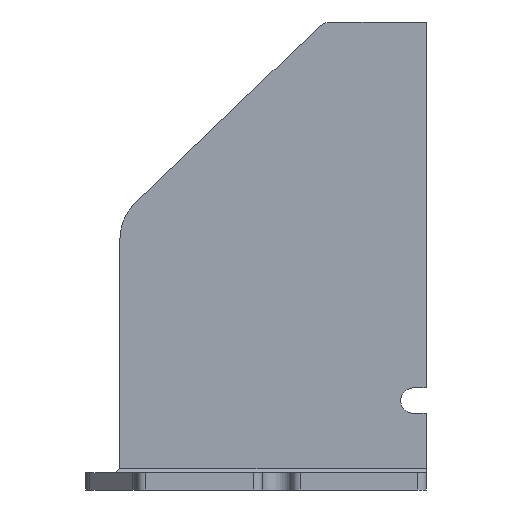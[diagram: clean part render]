
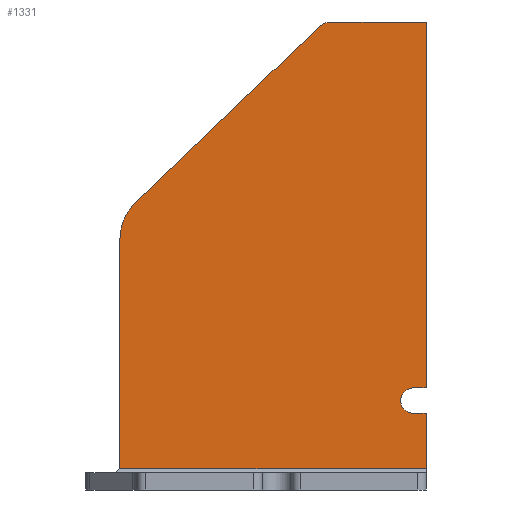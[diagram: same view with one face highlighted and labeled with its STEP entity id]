
A CAD part, left-side view. The second image highlights one B-rep face of the part: STEP entity #1331.
In plain terms, the highlighted planar face has unit normal (-1, 0, 0).
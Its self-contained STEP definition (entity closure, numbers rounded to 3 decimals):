
#23=PLANE('',#1429);
#72=FACE_OUTER_BOUND('',#141,.T.);
#141=EDGE_LOOP('',(#973,#974,#975,#976,#977,#978,#979,#980,#981,#982,#983));
#228=LINE('',#1991,#382);
#247=LINE('',#2039,#401);
#248=LINE('',#2041,#402);
#249=LINE('',#2043,#403);
#250=LINE('',#2045,#404);
#251=LINE('',#2049,#405);
#252=LINE('',#2051,#406);
#253=LINE('',#2052,#407);
#382=VECTOR('',#1582,10.);
#401=VECTOR('',#1623,10.);
#402=VECTOR('',#1624,10.);
#403=VECTOR('',#1625,10.);
#404=VECTOR('',#1626,10.);
#405=VECTOR('',#1629,10.);
#406=VECTOR('',#1630,10.);
#407=VECTOR('',#1631,10.);
#515=CIRCLE('',#1414,6.);
#522=CIRCLE('',#1427,2.);
#523=CIRCLE('',#1430,1.5);
#580=VERTEX_POINT('',#1964);
#581=VERTEX_POINT('',#1966);
#591=VERTEX_POINT('',#1990);
#608=VERTEX_POINT('',#2033);
#609=VERTEX_POINT('',#2038);
#610=VERTEX_POINT('',#2040);
#611=VERTEX_POINT('',#2042);
#612=VERTEX_POINT('',#2044);
#613=VERTEX_POINT('',#2046);
#614=VERTEX_POINT('',#2048);
#615=VERTEX_POINT('',#2050);
#716=EDGE_CURVE('',#580,#581,#515,.T.);
#728=EDGE_CURVE('',#591,#581,#228,.T.);
#750=EDGE_CURVE('',#591,#608,#522,.T.);
#752=EDGE_CURVE('',#609,#580,#247,.T.);
#753=EDGE_CURVE('',#610,#609,#248,.T.);
#754=EDGE_CURVE('',#610,#611,#249,.T.);
#755=EDGE_CURVE('',#611,#612,#250,.T.);
#756=EDGE_CURVE('',#612,#613,#523,.T.);
#757=EDGE_CURVE('',#613,#614,#251,.T.);
#758=EDGE_CURVE('',#614,#615,#252,.T.);
#759=EDGE_CURVE('',#615,#608,#253,.T.);
#973=ORIENTED_EDGE('',*,*,#716,.F.);
#974=ORIENTED_EDGE('',*,*,#752,.F.);
#975=ORIENTED_EDGE('',*,*,#753,.F.);
#976=ORIENTED_EDGE('',*,*,#754,.T.);
#977=ORIENTED_EDGE('',*,*,#755,.T.);
#978=ORIENTED_EDGE('',*,*,#756,.T.);
#979=ORIENTED_EDGE('',*,*,#757,.T.);
#980=ORIENTED_EDGE('',*,*,#758,.T.);
#981=ORIENTED_EDGE('',*,*,#759,.T.);
#982=ORIENTED_EDGE('',*,*,#750,.F.);
#983=ORIENTED_EDGE('',*,*,#728,.T.);
#1331=ADVANCED_FACE('',(#72),#23,.T.);
#1414=AXIS2_PLACEMENT_3D('',#1967,#1563,#1564);
#1427=AXIS2_PLACEMENT_3D('',#2034,#1616,#1617);
#1429=AXIS2_PLACEMENT_3D('',#2037,#1621,#1622);
#1430=AXIS2_PLACEMENT_3D('',#2047,#1627,#1628);
#1563=DIRECTION('center_axis',(1.,0.,0.));
#1564=DIRECTION('ref_axis',(0.,0.92,0.392));
#1582=DIRECTION('',(0.,0.722,-0.692));
#1616=DIRECTION('center_axis',(1.,0.,0.));
#1617=DIRECTION('ref_axis',(0.,0.373,0.928));
#1621=DIRECTION('center_axis',(-1.,0.,0.));
#1622=DIRECTION('ref_axis',(0.,-1.,0.));
#1623=DIRECTION('',(0.,0.,1.));
#1624=DIRECTION('',(0.,1.,0.));
#1625=DIRECTION('',(0.,0.,1.));
#1626=DIRECTION('',(0.,1.,0.));
#1627=DIRECTION('center_axis',(1.,0.,0.));
#1628=DIRECTION('ref_axis',(0.,1.,0.));
#1629=DIRECTION('',(0.,-1.,0.));
#1630=DIRECTION('',(0.,0.,1.));
#1631=DIRECTION('',(0.,1.,0.));
#1964=CARTESIAN_POINT('',(-55.,36.,29.44));
#1966=CARTESIAN_POINT('',(-55.,34.151,33.772));
#1967=CARTESIAN_POINT('Origin',(-55.,30.,29.44));
#1990=CARTESIAN_POINT('',(-55.,12.58,54.444));
#1991=CARTESIAN_POINT('',(-55.,31.493,36.319));
#2033=CARTESIAN_POINT('',(-55.,11.196,55.));
#2034=CARTESIAN_POINT('Origin',(-55.,11.196,53.));
#2037=CARTESIAN_POINT('Origin',(-55.,36.,2.));
#2038=CARTESIAN_POINT('',(-55.,36.,2.5));
#2039=CARTESIAN_POINT('',(-55.,36.,2.));
#2040=CARTESIAN_POINT('',(-55.,0.,2.5));
#2041=CARTESIAN_POINT('',(-55.,28.,2.5));
#2042=CARTESIAN_POINT('',(-55.,0.,9.));
#2043=CARTESIAN_POINT('',(-55.,0.,2.));
#2044=CARTESIAN_POINT('',(-55.,1.5,9.));
#2045=CARTESIAN_POINT('',(-55.,18.,9.));
#2046=CARTESIAN_POINT('',(-55.,1.5,12.));
#2047=CARTESIAN_POINT('Origin',(-55.,1.5,10.5));
#2048=CARTESIAN_POINT('',(-55.,0.,12.));
#2049=CARTESIAN_POINT('',(-55.,18.,12.));
#2050=CARTESIAN_POINT('',(-55.,0.,55.));
#2051=CARTESIAN_POINT('',(-55.,0.,2.));
#2052=CARTESIAN_POINT('',(-55.,0.,55.));
